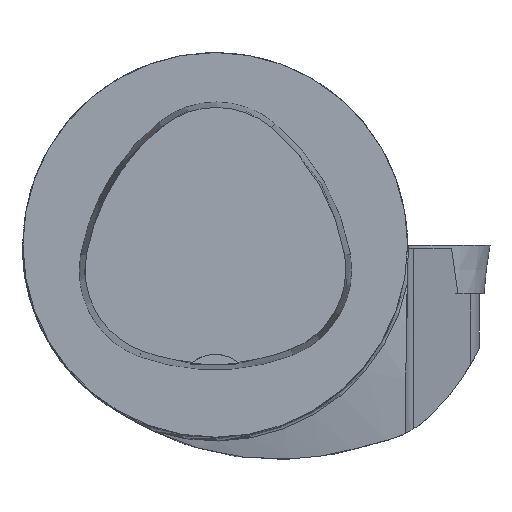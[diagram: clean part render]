
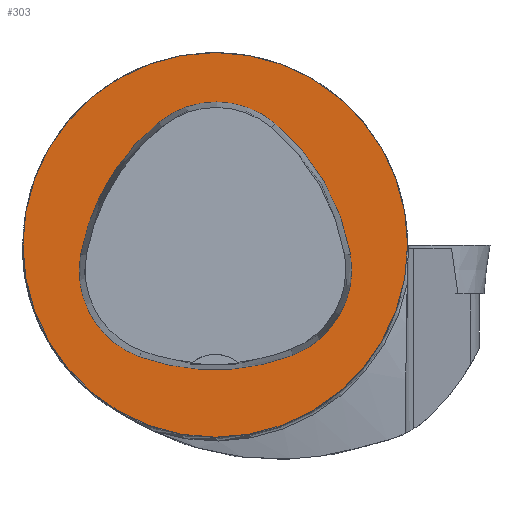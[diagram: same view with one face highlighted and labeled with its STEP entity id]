
A CAD part, top view. The second image highlights one B-rep face of the part: STEP entity #303.
In plain terms, the highlighted planar face has unit normal (0, 0, 1).
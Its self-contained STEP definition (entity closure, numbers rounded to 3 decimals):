
#303=ADVANCED_FACE('',(#373,#374),#337,.T.);
#337=PLANE('',#1038);
#373=FACE_BOUND('',#420,.T.);
#374=FACE_BOUND('',#421,.T.);
#420=EDGE_LOOP('',(#595,#596,#597,#598,#599,#600));
#421=EDGE_LOOP('',(#601));
#595=ORIENTED_EDGE('',*,*,#852,.T.);
#596=ORIENTED_EDGE('',*,*,#832,.T.);
#597=ORIENTED_EDGE('',*,*,#836,.T.);
#598=ORIENTED_EDGE('',*,*,#839,.T.);
#599=ORIENTED_EDGE('',*,*,#842,.T.);
#600=ORIENTED_EDGE('',*,*,#850,.T.);
#601=ORIENTED_EDGE('',*,*,#823,.F.);
#728=VERTEX_POINT('',#1599);
#737=VERTEX_POINT('',#1618);
#738=VERTEX_POINT('',#1619);
#741=VERTEX_POINT('',#1627);
#743=VERTEX_POINT('',#1633);
#745=VERTEX_POINT('',#1639);
#752=VERTEX_POINT('',#1660);
#823=EDGE_CURVE('',#728,#728,#896,.T.);
#832=EDGE_CURVE('',#737,#738,#897,.T.);
#836=EDGE_CURVE('',#738,#741,#899,.T.);
#839=EDGE_CURVE('',#741,#743,#901,.T.);
#842=EDGE_CURVE('',#743,#745,#903,.T.);
#850=EDGE_CURVE('',#745,#752,#907,.T.);
#852=EDGE_CURVE('',#752,#737,#909,.T.);
#896=CIRCLE('',#1010,31.5);
#897=CIRCLE('',#1016,36.);
#899=CIRCLE('',#1019,15.);
#901=CIRCLE('',#1022,36.);
#903=CIRCLE('',#1025,15.);
#907=CIRCLE('',#1030,36.);
#909=CIRCLE('',#1033,15.);
#1010=AXIS2_PLACEMENT_3D('',#1598,#1189,#1190);
#1016=AXIS2_PLACEMENT_3D('',#1617,#1205,#1206);
#1019=AXIS2_PLACEMENT_3D('',#1626,#1213,#1214);
#1022=AXIS2_PLACEMENT_3D('',#1632,#1220,#1221);
#1025=AXIS2_PLACEMENT_3D('',#1638,#1227,#1228);
#1030=AXIS2_PLACEMENT_3D('',#1661,#1239,#1240);
#1033=AXIS2_PLACEMENT_3D('',#1664,#1245,#1246);
#1038=AXIS2_PLACEMENT_3D('',#1669,#1255,#1256);
#1189=DIRECTION('',(0.,0.,-1.));
#1190=DIRECTION('',(-1.,0.,0.));
#1205=DIRECTION('',(0.,0.,-1.));
#1206=DIRECTION('',(-1.,0.,0.));
#1213=DIRECTION('',(0.,0.,-1.));
#1214=DIRECTION('',(-1.,0.,0.));
#1220=DIRECTION('',(0.,0.,-1.));
#1221=DIRECTION('',(-1.,0.,0.));
#1227=DIRECTION('',(0.,0.,-1.));
#1228=DIRECTION('',(-1.,0.,0.));
#1239=DIRECTION('',(0.,0.,-1.));
#1240=DIRECTION('',(-1.,0.,0.));
#1245=DIRECTION('',(0.,0.,-1.));
#1246=DIRECTION('',(-1.,0.,0.));
#1255=DIRECTION('',(0.,0.,1.));
#1256=DIRECTION('',(1.,0.,0.));
#1598=CARTESIAN_POINT('',(0.,0.,0.));
#1599=CARTESIAN_POINT('',(-31.5,0.,0.));
#1617=CARTESIAN_POINT('',(13.398,-7.893,0.));
#1618=CARTESIAN_POINT('',(-22.041,-1.562,0.));
#1619=CARTESIAN_POINT('',(-9.317,20.036,0.));
#1626=CARTESIAN_POINT('',(0.148,8.399,0.));
#1627=CARTESIAN_POINT('',(9.779,19.898,0.));
#1632=CARTESIAN_POINT('',(-13.337,-7.7,0.));
#1633=CARTESIAN_POINT('',(22.122,-1.48,0.));
#1638=CARTESIAN_POINT('',(7.347,-4.071,0.));
#1639=CARTESIAN_POINT('',(12.693,-18.087,0.));
#1660=CARTESIAN_POINT('',(-12.373,-18.307,0.));
#1661=CARTESIAN_POINT('',(-0.137,15.55,0.));
#1664=CARTESIAN_POINT('',(-7.275,-4.2,0.));
#1669=CARTESIAN_POINT('',(0.,0.,0.));
